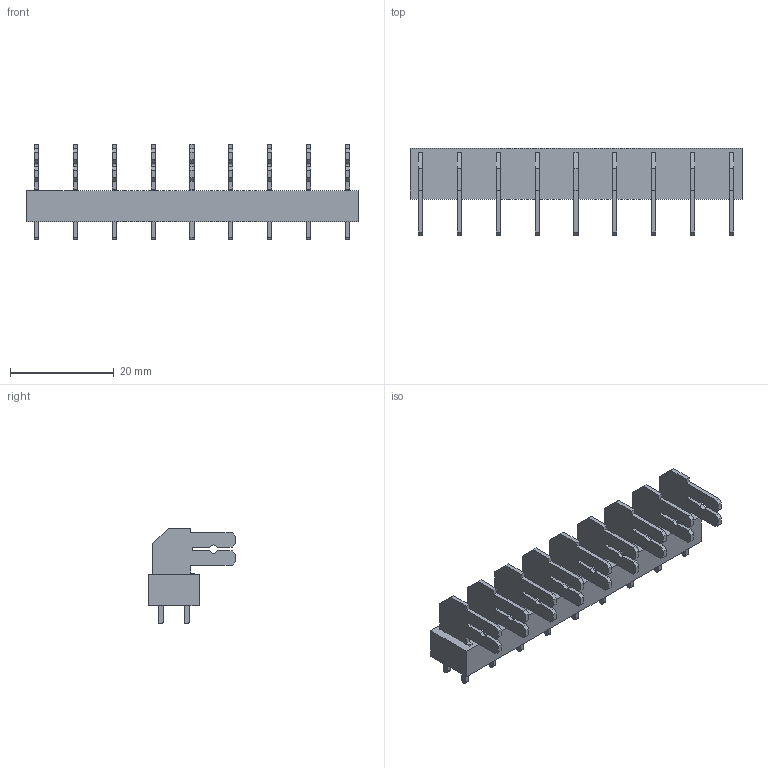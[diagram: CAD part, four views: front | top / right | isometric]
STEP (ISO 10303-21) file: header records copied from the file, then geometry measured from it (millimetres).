
FILE_DESCRIPTION(('CATIA V5 STEP','CAx-IF Rec.Pracs.--- Model Styling and Organization---1.2---2011-12-15'),'2;1');
FILE_NAME ('D1464996_0_9512180000_9512180000.stp','2018-09-01T07:20:41+00:00',('none'),('Weidmueller'),'CATIA Version 5-6 Release 2014','CATIA V5 STEP AP214','none');
FILE_SCHEMA(('AUTOMOTIVE_DESIGN { 1 0 10303 214 1 1 1 1 }'));
Length unit declared in the file: millimetre
Products named in the file (1): 9512180000
Bounding box: 64 x 16.85 x 18.5 mm (x, y, z)
Volume: 4593.6 mm3; surface area: 5529.6 mm2
Topology: 10 solids, 10 shells, 375 faces, 1065 edges, 710 vertices
Faces by surface type: plane 330, cylinder 45
Entity records: 10501 total; most frequent: ORIENTED_EDGE 2130, CARTESIAN_POINT 1849, DIRECTION 1211, EDGE_CURVE 1065, VECTOR 975, LINE 975, VERTEX_POINT 710, EDGE_LOOP 411
